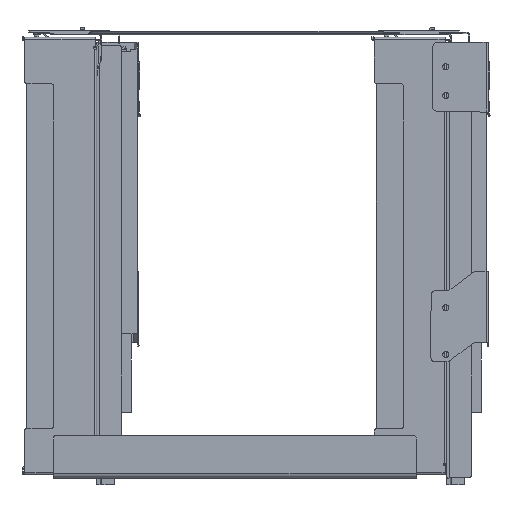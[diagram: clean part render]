
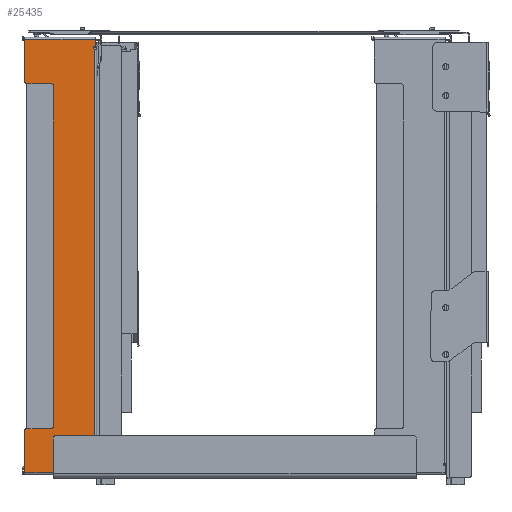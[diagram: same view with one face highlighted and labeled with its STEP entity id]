
A CAD part, left-side view. The second image highlights one B-rep face of the part: STEP entity #25435.
In plain terms, the highlighted planar face has unit normal (-1, 0, 0).
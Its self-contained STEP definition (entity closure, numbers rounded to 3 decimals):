
#1010=PLANE('',#27547);
#2996=FACE_OUTER_BOUND('',#4394,.T.);
#4394=EDGE_LOOP('',(#22830,#22831,#22832,#22833,#22834,#22835,#22836,#22837,
#22838,#22839,#22840,#22841,#22842,#22843,#22844,#22845,#22846,#22847));
#6715=LINE('',#43891,#9339);
#6732=LINE('',#43940,#9356);
#6802=LINE('',#44138,#9426);
#6809=LINE('',#44158,#9433);
#6812=LINE('',#44166,#9436);
#6815=LINE('',#44174,#9439);
#6818=LINE('',#44181,#9442);
#6819=LINE('',#44183,#9443);
#6841=LINE('',#44240,#9465);
#6847=LINE('',#44255,#9471);
#6849=LINE('',#44259,#9473);
#6850=LINE('',#44261,#9474);
#9339=VECTOR('',#33484,10.);
#9356=VECTOR('',#33525,10.);
#9426=VECTOR('',#33743,10.);
#9433=VECTOR('',#33770,10.);
#9436=VECTOR('',#33779,10.);
#9439=VECTOR('',#33788,10.);
#9442=VECTOR('',#33797,10.);
#9443=VECTOR('',#33800,10.);
#9465=VECTOR('',#33862,10.);
#9471=VECTOR('',#33884,10.);
#9473=VECTOR('',#33888,10.);
#9474=VECTOR('',#33889,10.);
#10619=CIRCLE('',#27507,2.5);
#10620=CIRCLE('',#27510,2.5);
#10621=CIRCLE('',#27513,2.5);
#10622=CIRCLE('',#27516,2.5);
#10630=CIRCLE('',#27540,1.25);
#10632=CIRCLE('',#27548,2.5);
#11286=VERTEX_POINT('',#36419);
#12351=VERTEX_POINT('',#42829);
#12636=VERTEX_POINT('',#43888);
#12637=VERTEX_POINT('',#43890);
#12657=VERTEX_POINT('',#43939);
#12711=VERTEX_POINT('',#44136);
#12712=VERTEX_POINT('',#44151);
#12713=VERTEX_POINT('',#44152);
#12714=VERTEX_POINT('',#44157);
#12715=VERTEX_POINT('',#44161);
#12716=VERTEX_POINT('',#44165);
#12717=VERTEX_POINT('',#44169);
#12718=VERTEX_POINT('',#44173);
#12719=VERTEX_POINT('',#44177);
#12734=VERTEX_POINT('',#44239);
#12735=VERTEX_POINT('',#44254);
#12736=VERTEX_POINT('',#44258);
#12737=VERTEX_POINT('',#44260);
#15997=EDGE_CURVE('',#12637,#12636,#6715,.T.);
#16023=EDGE_CURVE('',#12657,#12351,#6732,.T.);
#16124=EDGE_CURVE('',#12351,#12711,#6802,.T.);
#16130=EDGE_CURVE('',#12712,#12713,#10619,.T.);
#16133=EDGE_CURVE('',#12713,#12714,#6809,.T.);
#16135=EDGE_CURVE('',#12714,#12715,#10620,.T.);
#16137=EDGE_CURVE('',#12715,#12716,#6812,.T.);
#16139=EDGE_CURVE('',#12716,#12717,#10621,.T.);
#16141=EDGE_CURVE('',#12717,#12718,#6815,.T.);
#16143=EDGE_CURVE('',#12718,#12719,#10622,.T.);
#16145=EDGE_CURVE('',#12711,#12712,#6818,.T.);
#16146=EDGE_CURVE('',#12719,#12637,#6819,.T.);
#16175=EDGE_CURVE('',#12734,#12657,#6841,.T.);
#16177=EDGE_CURVE('',#11286,#12734,#10630,.T.);
#16183=EDGE_CURVE('',#12735,#11286,#6847,.T.);
#16185=EDGE_CURVE('',#12735,#12736,#6849,.T.);
#16186=EDGE_CURVE('',#12636,#12737,#6850,.T.);
#16187=EDGE_CURVE('',#12736,#12737,#10632,.T.);
#22830=ORIENTED_EDGE('',*,*,#16185,.F.);
#22831=ORIENTED_EDGE('',*,*,#16183,.T.);
#22832=ORIENTED_EDGE('',*,*,#16177,.T.);
#22833=ORIENTED_EDGE('',*,*,#16175,.T.);
#22834=ORIENTED_EDGE('',*,*,#16023,.T.);
#22835=ORIENTED_EDGE('',*,*,#16124,.T.);
#22836=ORIENTED_EDGE('',*,*,#16145,.T.);
#22837=ORIENTED_EDGE('',*,*,#16130,.T.);
#22838=ORIENTED_EDGE('',*,*,#16133,.T.);
#22839=ORIENTED_EDGE('',*,*,#16135,.T.);
#22840=ORIENTED_EDGE('',*,*,#16137,.T.);
#22841=ORIENTED_EDGE('',*,*,#16139,.T.);
#22842=ORIENTED_EDGE('',*,*,#16141,.T.);
#22843=ORIENTED_EDGE('',*,*,#16143,.T.);
#22844=ORIENTED_EDGE('',*,*,#16146,.T.);
#22845=ORIENTED_EDGE('',*,*,#15997,.T.);
#22846=ORIENTED_EDGE('',*,*,#16186,.T.);
#22847=ORIENTED_EDGE('',*,*,#16187,.F.);
#25435=ADVANCED_FACE('',(#2996),#1010,.F.);
#27507=AXIS2_PLACEMENT_3D('',#44153,#33764,#33765);
#27510=AXIS2_PLACEMENT_3D('',#44162,#33774,#33775);
#27513=AXIS2_PLACEMENT_3D('',#44170,#33783,#33784);
#27516=AXIS2_PLACEMENT_3D('',#44178,#33792,#33793);
#27540=AXIS2_PLACEMENT_3D('',#44243,#33866,#33867);
#27547=AXIS2_PLACEMENT_3D('',#44257,#33886,#33887);
#27548=AXIS2_PLACEMENT_3D('',#44262,#33890,#33891);
#33484=DIRECTION('',(0.,-1.,0.));
#33525=DIRECTION('',(0.,0.,1.));
#33743=DIRECTION('',(0.,1.,0.));
#33764=DIRECTION('center_axis',(-1.,0.,0.));
#33765=DIRECTION('ref_axis',(0.,1.,0.));
#33770=DIRECTION('',(0.,-1.,0.));
#33774=DIRECTION('center_axis',(1.,0.,0.));
#33775=DIRECTION('ref_axis',(0.,0.,
1.));
#33779=DIRECTION('',(0.,0.,-1.));
#33783=DIRECTION('center_axis',(1.,0.,0.));
#33784=DIRECTION('ref_axis',(0.,-1.,0.));
#33788=DIRECTION('',(0.,1.,0.));
#33792=DIRECTION('center_axis',(-1.,0.,0.));
#33793=DIRECTION('ref_axis',(0.,1.,0.));
#33797=DIRECTION('',(0.,0.,-1.));
#33800=DIRECTION('',(0.,0.,-1.));
#33862=DIRECTION('',(0.,-1.,0.));
#33866=DIRECTION('center_axis',(1.,0.,0.));
#33867=DIRECTION('ref_axis',(0.,0.,
-1.));
#33884=DIRECTION('',(0.,0.,1.));
#33886=DIRECTION('center_axis',(1.,0.,0.));
#33887=DIRECTION('ref_axis',(0.,-1.,0.));
#33888=DIRECTION('',(0.,1.,0.));
#33889=DIRECTION('',(0.,0.,1.));
#33890=DIRECTION('center_axis',(-1.,0.,0.));
#33891=DIRECTION('ref_axis',(0.,0.707,0.707));
#36419=CARTESIAN_POINT('',(-49.,440.743,-20.25));
#42829=CARTESIAN_POINT('',(-49.,439.743,-9.75));
#43888=CARTESIAN_POINT('',(-49.,486.243,-491.25));
#43890=CARTESIAN_POINT('',(-49.,518.243,-491.25));
#43891=CARTESIAN_POINT('',(-49.,518.243,-491.25));
#43939=CARTESIAN_POINT('',(-49.,439.743,-17.75));
#43940=CARTESIAN_POINT('',(-49.,439.743,-17.75));
#44136=CARTESIAN_POINT('',(-49.,518.243,-9.75));
#44138=CARTESIAN_POINT('',(-49.,439.743,-9.75));
#44151=CARTESIAN_POINT('',(-49.,518.243,-56.25));
#44152=CARTESIAN_POINT('',(-49.,515.743,-58.75));
#44153=CARTESIAN_POINT('Origin',(-49.,515.743,-56.25));
#44157=CARTESIAN_POINT('',(-49.,488.743,-58.75));
#44158=CARTESIAN_POINT('',(-49.,483.393,-58.75));
#44161=CARTESIAN_POINT('',(-49.,486.243,-61.25));
#44162=CARTESIAN_POINT('Origin',(-49.,488.743,-61.25));
#44165=CARTESIAN_POINT('',(-49.,486.243,-439.75));
#44166=CARTESIAN_POINT('',(-49.,486.243,-345.125));
#44169=CARTESIAN_POINT('',(-49.,488.743,-442.25));
#44170=CARTESIAN_POINT('Origin',(-49.,488.743,-439.75));
#44173=CARTESIAN_POINT('',(-49.,515.743,-442.25));
#44174=CARTESIAN_POINT('',(-49.,496.893,-442.25));
#44177=CARTESIAN_POINT('',(-49.,518.243,-444.75));
#44178=CARTESIAN_POINT('Origin',(-49.,515.743,-444.75));
#44181=CARTESIAN_POINT('',(-49.,518.243,-9.75));
#44183=CARTESIAN_POINT('',(-49.,518.243,-9.75));
#44239=CARTESIAN_POINT('',(-49.,440.743,-17.75));
#44240=CARTESIAN_POINT('',(-49.,440.743,-17.75));
#44243=CARTESIAN_POINT('Origin',(-49.,440.743,-19.));
#44254=CARTESIAN_POINT('',(-49.,440.743,-450.245));
#44255=CARTESIAN_POINT('',(-49.,440.743,-250.5));
#44257=CARTESIAN_POINT('Origin',(-49.,478.043,-250.5));
#44258=CARTESIAN_POINT('',(-49.,483.743,-450.245));
#44259=CARTESIAN_POINT('',(-49.,67.743,-450.245));
#44260=CARTESIAN_POINT('',(-49.,486.243,-452.745));
#44261=CARTESIAN_POINT('',(-49.,486.243,-489.023));
#44262=CARTESIAN_POINT('Origin',(-49.,483.743,-452.745));
